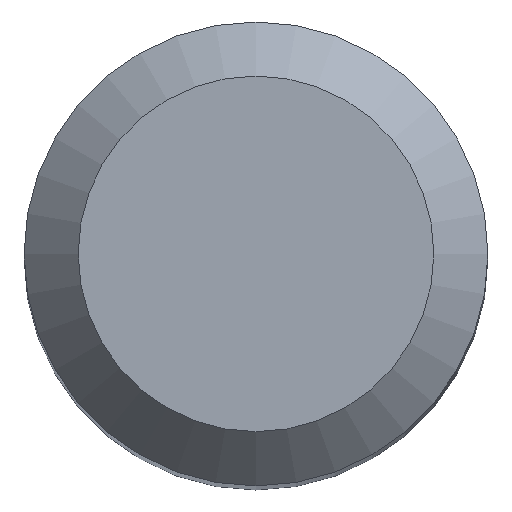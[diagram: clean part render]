
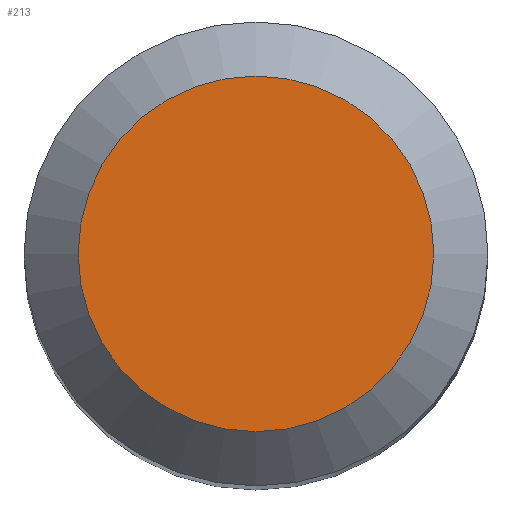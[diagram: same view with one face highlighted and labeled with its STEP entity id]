
A CAD part, top view. The second image highlights one B-rep face of the part: STEP entity #213.
In plain terms, the highlighted planar face has unit normal (0, 0, 1).
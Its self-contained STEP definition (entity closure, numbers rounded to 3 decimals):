
#26 = PLANE ( 'NONE',  #69 ) ;
#46 = EDGE_LOOP ( 'NONE', ( #224 ) ) ;
#61 = CARTESIAN_POINT ( 'NONE',  ( 0., 0., 66. ) ) ;
#69 = AXIS2_PLACEMENT_3D ( 'NONE', #166, #129, #109 ) ;
#71 = CARTESIAN_POINT ( 'NONE',  ( 0., 2.3, 66. ) ) ;
#109 = DIRECTION ( 'NONE',  ( 0., 1., 0. ) ) ;
#124 = EDGE_CURVE ( 'NONE', #250, #250, #221, .T. ) ;
#129 = DIRECTION ( 'NONE',  ( 0., 0., -1. ) ) ;
#166 = CARTESIAN_POINT ( 'NONE',  ( 0., 0., 66. ) ) ;
#186 = FACE_OUTER_BOUND ( 'NONE', #46, .T. ) ;
#201 = DIRECTION ( 'NONE',  ( 0., 1., 0. ) ) ;
#213 = ADVANCED_FACE ( 'NONE', ( #186 ), #26, .F. ) ;
#218 = DIRECTION ( 'NONE',  ( 0., 0., -1. ) ) ;
#221 = CIRCLE ( 'NONE', #244, 2.3 ) ;
#224 = ORIENTED_EDGE ( 'NONE', *, *, #124, .F. ) ;
#244 = AXIS2_PLACEMENT_3D ( 'NONE', #61, #218, #201 ) ;
#250 = VERTEX_POINT ( 'NONE', #71 ) ;
